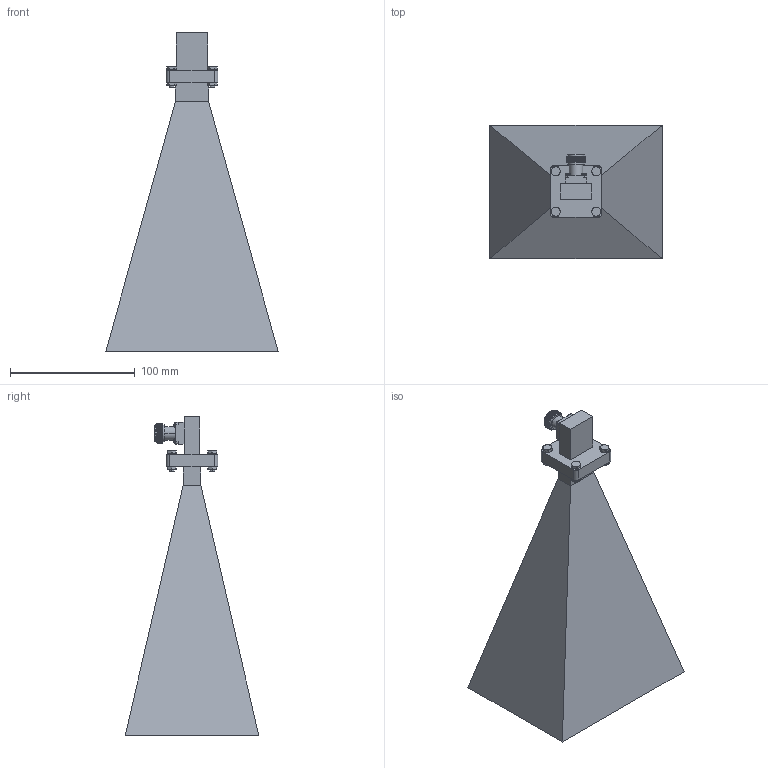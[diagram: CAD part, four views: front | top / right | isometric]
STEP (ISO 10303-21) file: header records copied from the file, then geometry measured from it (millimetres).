
FILE_DESCRIPTION (( 'STEP AP203' ), '1' );
FILE_NAME ('SAR-2018-90NF-R3, Defeatured.STEP', '2021-07-13T18:13:01', ( '' ), ( '' ), 'SwSTEP 2.0', 'SolidWorks 2021', '' );
FILE_SCHEMA (( 'CONFIG_CONTROL_DESIGN' ));
Length unit declared in the file: inch
Products named in the file (1): SAR-2018-90NF-R3, Defeatured
Bounding box: 138 x 107 x 255 mm (x, y, z)
Surface area: 84929 mm2 (no closed solid volume)
Topology: 0 solids, 13 shells, 426 faces, 1039 edges, 664 vertices
Faces by surface type: plane 179, cylinder 119, cone 98, torus 16, sphere 8, bspline 6
Entity records: 15307 total; most frequent: CARTESIAN_POINT 5583, ORIENTED_EDGE 2046, DIRECTION 1894, EDGE_CURVE 1039, AXIS2_PLACEMENT_3D 753, VERTEX_POINT 664, EDGE_LOOP 475, FACE_OUTER_BOUND 426
